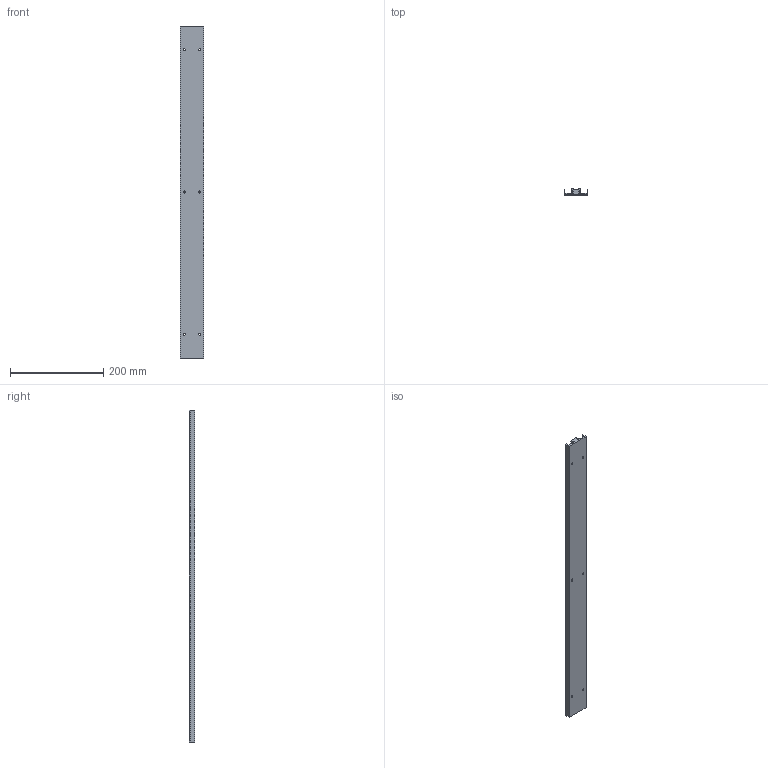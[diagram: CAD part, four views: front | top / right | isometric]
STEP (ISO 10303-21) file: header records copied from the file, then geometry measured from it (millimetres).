
FILE_DESCRIPTION (( 'STEP AP214' ), '1' );
FILE_NAME ('700-2500-024 Model 250-2 Scale.STEP', '2007-04-17T12:01:57', ( 'Mike Fiantaca' ), ( 'Accurate Technology Inc' ), 'SwSTEP 2.0', 'SolidWorks 2007', '' );
FILE_SCHEMA (( 'AUTOMOTIVE_DESIGN' ));
Length unit declared in the file: inch
Products named in the file (1): 700-2500-024 Model 250-2 Scale
Bounding box: 51.31 x 12.45 x 711.2 mm (x, y, z)
Volume: 236056.1 mm3; surface area: 125084.5 mm2
Topology: 1 solids, 1 shells, 58 faces, 156 edges, 100 vertices
Faces by surface type: plane 34, cylinder 12, cone 12
Entity records: 1864 total; most frequent: CARTESIAN_POINT 315, ORIENTED_EDGE 312, DIRECTION 310, EDGE_CURVE 156, VECTOR 120, LINE 120, VERTEX_POINT 100, AXIS2_PLACEMENT_3D 95
